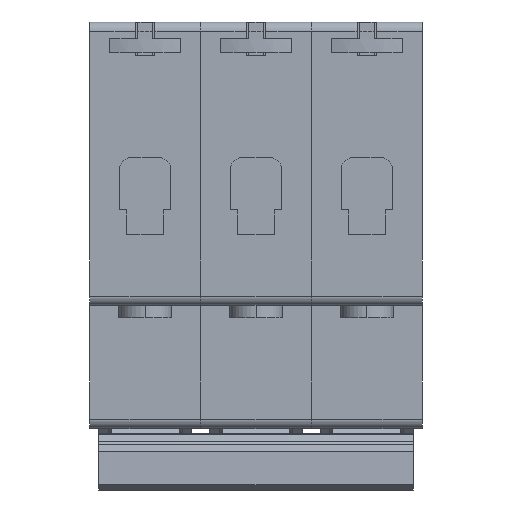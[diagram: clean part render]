
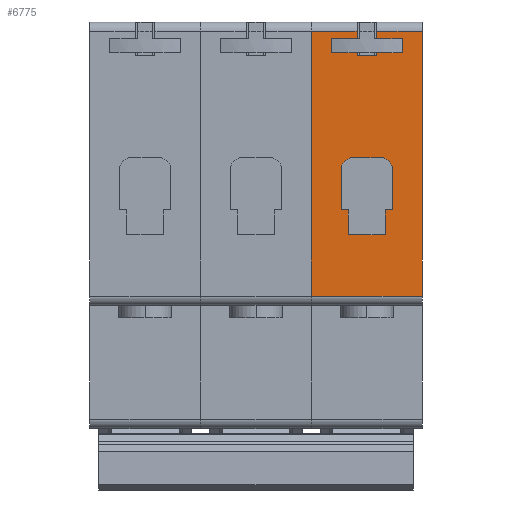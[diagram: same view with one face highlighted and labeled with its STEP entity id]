
A CAD part, front view. The second image highlights one B-rep face of the part: STEP entity #6775.
In plain terms, the highlighted planar face has unit normal (0, -1, 0).
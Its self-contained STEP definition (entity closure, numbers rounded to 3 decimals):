
#7 = CARTESIAN_POINT ( 'NONE',  ( -3., -39., 0.5 ) ) ;
#58 = CARTESIAN_POINT ( 'NONE',  ( 2.175, -39., 13. ) ) ;
#108 = EDGE_LOOP ( 'NONE', ( #239, #7910, #5793, #3585, #8411, #7355, #2714, #7758 ) ) ;
#166 = DIRECTION ( 'NONE',  ( 0., 0., 1. ) ) ;
#233 = VERTEX_POINT ( 'NONE', #3737 ) ;
#239 = ORIENTED_EDGE ( 'NONE', *, *, #7850, .F. ) ;
#308 = CARTESIAN_POINT ( 'NONE',  ( 4.175, -39., 4.5 ) ) ;
#338 = DIRECTION ( 'NONE',  ( 0., 0., -1. ) ) ;
#396 = DIRECTION ( 'NONE',  ( 0., 0., -1. ) ) ;
#414 = CARTESIAN_POINT ( 'NONE',  ( -4.175, -39., 4.5 ) ) ;
#511 = CARTESIAN_POINT ( 'NONE',  ( -9., -39., -9.5 ) ) ;
#597 = DIRECTION ( 'NONE',  ( 0., 0., 1. ) ) ;
#632 = CARTESIAN_POINT ( 'NONE',  ( -2.175, -39., 13. ) ) ;
#674 = VERTEX_POINT ( 'NONE', #5266 ) ;
#743 = ORIENTED_EDGE ( 'NONE', *, *, #4844, .T. ) ;
#769 = VERTEX_POINT ( 'NONE', #4547 ) ;
#933 = LINE ( 'NONE', #5851, #8155 ) ;
#952 = VERTEX_POINT ( 'NONE', #511 ) ;
#981 = CARTESIAN_POINT ( 'NONE',  ( -9., -39., 33.5 ) ) ;
#1375 = CARTESIAN_POINT ( 'NONE',  ( 3., -39., 0.5 ) ) ;
#1378 = ORIENTED_EDGE ( 'NONE', *, *, #3732, .T. ) ;
#1379 = CARTESIAN_POINT ( 'NONE',  ( -4.175, -39., 4.5 ) ) ;
#1455 = CIRCLE ( 'NONE', #1835, 2. ) ;
#1471 = DIRECTION ( 'NONE',  ( -1., 0., 0. ) ) ;
#1588 = VECTOR ( 'NONE', #4880, 1000. ) ;
#1625 = ORIENTED_EDGE ( 'NONE', *, *, #6728, .T. ) ;
#1657 = EDGE_CURVE ( 'NONE', #233, #6032, #5297, .T. ) ;
#1692 = DIRECTION ( 'NONE',  ( -1., 0., 0. ) ) ;
#1725 = CARTESIAN_POINT ( 'NONE',  ( -4.175, -39., 4.5 ) ) ;
#1788 = LINE ( 'NONE', #1800, #7583 ) ;
#1800 = CARTESIAN_POINT ( 'NONE',  ( -3., -39., 0.5 ) ) ;
#1804 = LINE ( 'NONE', #3620, #9030 ) ;
#1835 = AXIS2_PLACEMENT_3D ( 'NONE', #6991, #2793, #7694 ) ;
#1930 = CARTESIAN_POINT ( 'NONE',  ( 1.6, -39., 33.5 ) ) ;
#2001 = FACE_BOUND ( 'NONE', #5905, .T. ) ;
#2027 = LINE ( 'NONE', #1375, #3688 ) ;
#2233 = DIRECTION ( 'NONE',  ( 0., 0., -1. ) ) ;
#2235 = CARTESIAN_POINT ( 'NONE',  ( -1.6, -39., 29.5 ) ) ;
#2469 = AXIS2_PLACEMENT_3D ( 'NONE', #3875, #4583, #396 ) ;
#2495 = DIRECTION ( 'NONE',  ( 0., 0., 1. ) ) ;
#2596 = EDGE_CURVE ( 'NONE', #8183, #952, #7571, .T. ) ;
#2714 = ORIENTED_EDGE ( 'NONE', *, *, #5844, .F. ) ;
#2793 = DIRECTION ( 'NONE',  ( 0., 1., 0. ) ) ;
#2849 = CARTESIAN_POINT ( 'NONE',  ( -2.175, -39., 13. ) ) ;
#3158 = VERTEX_POINT ( 'NONE', #1725 ) ;
#3180 = LINE ( 'NONE', #2235, #6678 ) ;
#3420 = VECTOR ( 'NONE', #2495, 1000. ) ;
#3433 = CARTESIAN_POINT ( 'NONE',  ( -9., -39., 33.5 ) ) ;
#3512 = ORIENTED_EDGE ( 'NONE', *, *, #7895, .T. ) ;
#3585 = ORIENTED_EDGE ( 'NONE', *, *, #5768, .T. ) ;
#3620 = CARTESIAN_POINT ( 'NONE',  ( 9., -39., -11. ) ) ;
#3680 = LINE ( 'NONE', #1379, #1588 ) ;
#3688 = VECTOR ( 'NONE', #5585, 1000. ) ;
#3732 = EDGE_CURVE ( 'NONE', #8070, #8305, #5049, .T. ) ;
#3737 = CARTESIAN_POINT ( 'NONE',  ( -1.6, -39., 29.5 ) ) ;
#3745 = DIRECTION ( 'NONE',  ( 0., 0., 1. ) ) ;
#3761 = EDGE_CURVE ( 'NONE', #769, #233, #3180, .T. ) ;
#3780 = CARTESIAN_POINT ( 'NONE',  ( -3., -39., 4.5 ) ) ;
#3792 = VECTOR ( 'NONE', #3892, 1000. ) ;
#3875 = CARTESIAN_POINT ( 'NONE',  ( -9., -39., -11. ) ) ;
#3892 = DIRECTION ( 'NONE',  ( 0., 0., 1. ) ) ;
#3944 = VECTOR ( 'NONE', #597, 1000. ) ;
#4023 = VERTEX_POINT ( 'NONE', #8186 ) ;
#4027 = CARTESIAN_POINT ( 'NONE',  ( -9., -39., -11. ) ) ;
#4097 = ORIENTED_EDGE ( 'NONE', *, *, #5968, .T. ) ;
#4098 = VECTOR ( 'NONE', #1471, 1000. ) ;
#4246 = VECTOR ( 'NONE', #8665, 1000. ) ;
#4292 = VERTEX_POINT ( 'NONE', #58 ) ;
#4339 = DIRECTION ( 'NONE',  ( 0., 1., 0. ) ) ;
#4417 = CARTESIAN_POINT ( 'NONE',  ( 9., -39., 33.5 ) ) ;
#4466 = CARTESIAN_POINT ( 'NONE',  ( -9., -39., -9.5 ) ) ;
#4543 = EDGE_CURVE ( 'NONE', #3158, #8070, #7961, .T. ) ;
#4547 = CARTESIAN_POINT ( 'NONE',  ( 1.6, -39., 29.5 ) ) ;
#4583 = DIRECTION ( 'NONE',  ( 0., -1., 0. ) ) ;
#4670 = VERTEX_POINT ( 'NONE', #1930 ) ;
#4741 = ORIENTED_EDGE ( 'NONE', *, *, #6777, .T. ) ;
#4844 = EDGE_CURVE ( 'NONE', #8770, #8519, #2027, .T. ) ;
#4880 = DIRECTION ( 'NONE',  ( -1., 0., 0. ) ) ;
#4946 = VERTEX_POINT ( 'NONE', #3780 ) ;
#5049 = CIRCLE ( 'NONE', #5182, 2. ) ;
#5095 = VERTEX_POINT ( 'NONE', #6050 ) ;
#5182 = AXIS2_PLACEMENT_3D ( 'NONE', #8544, #4339, #166 ) ;
#5266 = CARTESIAN_POINT ( 'NONE',  ( 4.175, -39., 4.5 ) ) ;
#5297 = LINE ( 'NONE', #5998, #3420 ) ;
#5371 = EDGE_CURVE ( 'NONE', #4946, #3158, #3680, .T. ) ;
#5373 = LINE ( 'NONE', #632, #5591 ) ;
#5425 = DIRECTION ( 'NONE',  ( 0., 0., -1. ) ) ;
#5508 = CARTESIAN_POINT ( 'NONE',  ( 1.6, -39., 5.663 ) ) ;
#5521 = FACE_OUTER_BOUND ( 'NONE', #108, .T. ) ;
#5585 = DIRECTION ( 'NONE',  ( 0., 0., -1. ) ) ;
#5591 = VECTOR ( 'NONE', #7623, 1000. ) ;
#5617 = ORIENTED_EDGE ( 'NONE', *, *, #7075, .T. ) ;
#5655 = EDGE_CURVE ( 'NONE', #674, #8770, #8498, .T. ) ;
#5755 = DIRECTION ( 'NONE',  ( -1., 0., 0. ) ) ;
#5768 = EDGE_CURVE ( 'NONE', #6032, #8183, #8265, .T. ) ;
#5793 = ORIENTED_EDGE ( 'NONE', *, *, #1657, .T. ) ;
#5844 = EDGE_CURVE ( 'NONE', #9024, #4023, #1804, .T. ) ;
#5851 = CARTESIAN_POINT ( 'NONE',  ( -3., -39., 0.5 ) ) ;
#5905 = EDGE_LOOP ( 'NONE', ( #4741, #4097, #7779, #6470, #1378, #3512, #5617, #1625, #8516, #743 ) ) ;
#5953 = VECTOR ( 'NONE', #338, 1000. ) ;
#5968 = EDGE_CURVE ( 'NONE', #7279, #4946, #933, .T. ) ;
#5998 = CARTESIAN_POINT ( 'NONE',  ( -1.6, -39., 5.663 ) ) ;
#6032 = VERTEX_POINT ( 'NONE', #7317 ) ;
#6050 = CARTESIAN_POINT ( 'NONE',  ( 4.175, -39., 11. ) ) ;
#6122 = LINE ( 'NONE', #981, #7754 ) ;
#6172 = LINE ( 'NONE', #308, #5953 ) ;
#6470 = ORIENTED_EDGE ( 'NONE', *, *, #4543, .T. ) ;
#6525 = CARTESIAN_POINT ( 'NONE',  ( 3., -39., 0.5 ) ) ;
#6678 = VECTOR ( 'NONE', #5755, 1000. ) ;
#6695 = DIRECTION ( 'NONE',  ( -1., 0., 0. ) ) ;
#6728 = EDGE_CURVE ( 'NONE', #5095, #674, #6172, .T. ) ;
#6775 = ADVANCED_FACE ( 'NONE', ( #5521, #2001 ), #8071, .T. ) ;
#6777 = EDGE_CURVE ( 'NONE', #8519, #7279, #1788, .T. ) ;
#6991 = CARTESIAN_POINT ( 'NONE',  ( 2.175, -39., 11. ) ) ;
#7075 = EDGE_CURVE ( 'NONE', #4292, #5095, #1455, .T. ) ;
#7279 = VERTEX_POINT ( 'NONE', #7 ) ;
#7317 = CARTESIAN_POINT ( 'NONE',  ( -1.6, -39., 33.5 ) ) ;
#7355 = ORIENTED_EDGE ( 'NONE', *, *, #8533, .T. ) ;
#7432 = CARTESIAN_POINT ( 'NONE',  ( 3., -39., 4.5 ) ) ;
#7441 = LINE ( 'NONE', #5508, #3944 ) ;
#7571 = LINE ( 'NONE', #4027, #7789 ) ;
#7583 = VECTOR ( 'NONE', #6695, 1000. ) ;
#7623 = DIRECTION ( 'NONE',  ( 1., 0., 0. ) ) ;
#7644 = DIRECTION ( 'NONE',  ( -1., 0., 0. ) ) ;
#7694 = DIRECTION ( 'NONE',  ( 0., 0., 1. ) ) ;
#7754 = VECTOR ( 'NONE', #1692, 1000. ) ;
#7758 = ORIENTED_EDGE ( 'NONE', *, *, #8539, .T. ) ;
#7779 = ORIENTED_EDGE ( 'NONE', *, *, #5371, .T. ) ;
#7789 = VECTOR ( 'NONE', #5425, 1000. ) ;
#7850 = EDGE_CURVE ( 'NONE', #769, #4670, #7441, .T. ) ;
#7895 = EDGE_CURVE ( 'NONE', #8305, #4292, #5373, .T. ) ;
#7897 = CARTESIAN_POINT ( 'NONE',  ( 3., -39., 4.5 ) ) ;
#7910 = ORIENTED_EDGE ( 'NONE', *, *, #3761, .T. ) ;
#7961 = LINE ( 'NONE', #414, #3792 ) ;
#7979 = LINE ( 'NONE', #4466, #4246 ) ;
#8070 = VERTEX_POINT ( 'NONE', #8213 ) ;
#8071 = PLANE ( 'NONE',  #2469 ) ;
#8155 = VECTOR ( 'NONE', #3745, 1000. ) ;
#8183 = VERTEX_POINT ( 'NONE', #3433 ) ;
#8186 = CARTESIAN_POINT ( 'NONE',  ( 9., -39., -9.5 ) ) ;
#8213 = CARTESIAN_POINT ( 'NONE',  ( -4.175, -39., 11. ) ) ;
#8265 = LINE ( 'NONE', #8459, #4098 ) ;
#8305 = VERTEX_POINT ( 'NONE', #2849 ) ;
#8411 = ORIENTED_EDGE ( 'NONE', *, *, #2596, .T. ) ;
#8459 = CARTESIAN_POINT ( 'NONE',  ( -9., -39., 33.5 ) ) ;
#8498 = LINE ( 'NONE', #7897, #8703 ) ;
#8516 = ORIENTED_EDGE ( 'NONE', *, *, #5655, .T. ) ;
#8519 = VERTEX_POINT ( 'NONE', #6525 ) ;
#8533 = EDGE_CURVE ( 'NONE', #952, #4023, #7979, .T. ) ;
#8539 = EDGE_CURVE ( 'NONE', #9024, #4670, #6122, .T. ) ;
#8544 = CARTESIAN_POINT ( 'NONE',  ( -2.175, -39., 11. ) ) ;
#8665 = DIRECTION ( 'NONE',  ( 1., 0., 0. ) ) ;
#8703 = VECTOR ( 'NONE', #7644, 1000. ) ;
#8770 = VERTEX_POINT ( 'NONE', #7432 ) ;
#9024 = VERTEX_POINT ( 'NONE', #4417 ) ;
#9030 = VECTOR ( 'NONE', #2233, 1000. ) ;
